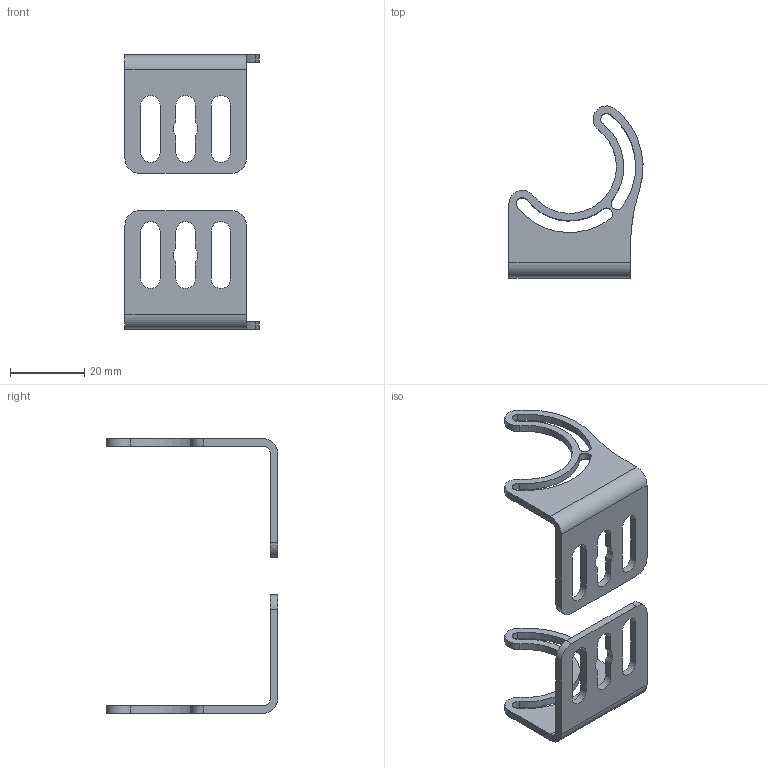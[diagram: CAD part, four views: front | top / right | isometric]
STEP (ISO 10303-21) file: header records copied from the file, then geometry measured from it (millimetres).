
FILE_DESCRIPTION (( 'STEP AP214' ), '1' );
FILE_NAME ('F00R1.STEP', '2025-02-25T12:40:40', ( '' ), ( '' ), 'SwSTEP 2.0', 'SolidWorks 2024', '' );
FILE_SCHEMA (( 'AUTOMOTIVE_DESIGN' ));
Length unit declared in the file: millimetre
Products named in the file (1): F00R1
Bounding box: 36.12 x 46.28 x 74 mm (x, y, z)
Volume: 5373.2 mm3; surface area: 7236.7 mm2
Topology: 2 solids, 2 shells, 88 faces, 252 edges, 168 vertices
Faces by surface type: cylinder 58, plane 30
Entity records: 3004 total; most frequent: DIRECTION 546, CARTESIAN_POINT 509, ORIENTED_EDGE 504, EDGE_CURVE 252, AXIS2_PLACEMENT_3D 205, VERTEX_POINT 168, LINE 136, VECTOR 136
